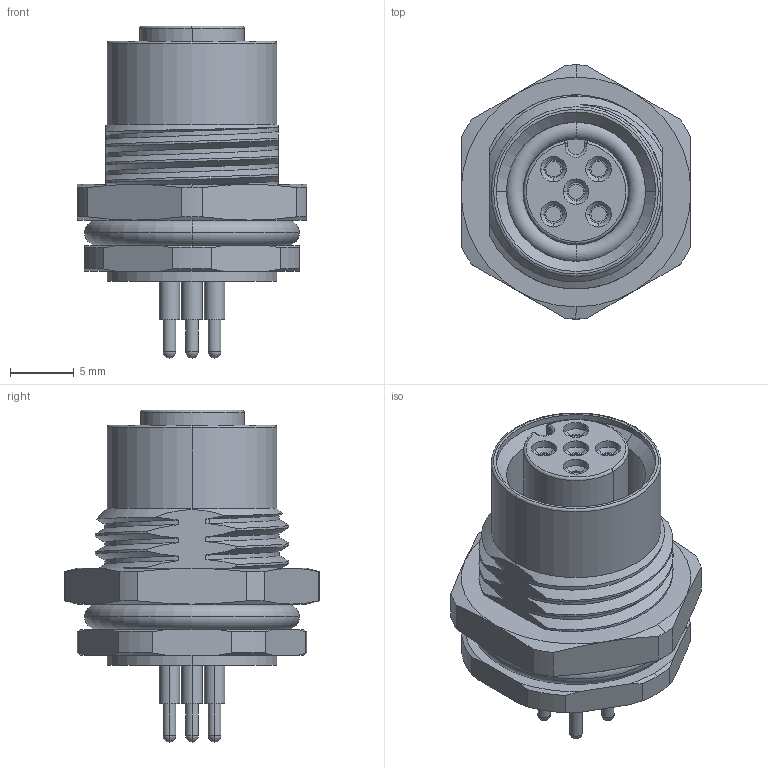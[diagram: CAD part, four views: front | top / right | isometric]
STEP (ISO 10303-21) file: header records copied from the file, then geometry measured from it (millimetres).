
FILE_DESCRIPTION(('STEP AP242'),'1');
FILE_NAME('t4141012051-000.stp','2022-07-21T22:16:07',('TraceParts'),('TraceParts S.A.'),'Spatial InterOp 3D',' ',' ');
FILE_SCHEMA(('AP242_MANAGED_MODEL_BASED_3D_ENGINEERING_MIM_LF {1 0 10303 442 1 1 4}'));
Length unit declared in the file: millimetre
Products named in the file (1): t4141012051-000
Bounding box: 18 x 19.9 x 26 mm (x, y, z)
Volume: 3159.8 mm3; surface area: 2343.5 mm2
Topology: 1 solids, 1 shells, 223 faces, 544 edges, 340 vertices
Faces by surface type: cylinder 76, cone 56, plane 40, bspline 27, torus 12, sphere 12
Entity records: 8972 total; most frequent: CARTESIAN_POINT 3859, ORIENTED_EDGE 1068, DIRECTION 1060, EDGE_CURVE 534, AXIS2_PLACEMENT_3D 448, VERTEX_POINT 340, CIRCLE 251, EDGE_LOOP 250
